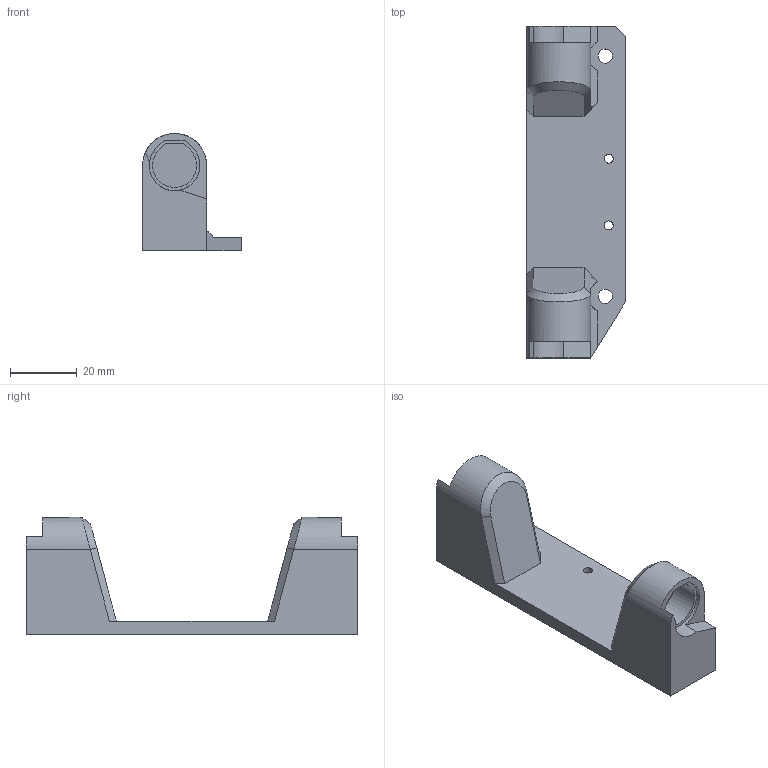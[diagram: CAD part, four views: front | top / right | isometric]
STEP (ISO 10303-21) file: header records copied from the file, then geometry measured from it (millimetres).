
FILE_DESCRIPTION(/* description */ ('CAx-IF Rec.Pracs.---Representation and Presentation of Product Manufacturing Information (PMI)---4.0---2014-10-13','CAx-IF Rec.Pracs.---3D Tessellated Geometry---0.4---2014-09-14','2;1'),/* implementation_level */ '2;1');
FILE_NAME(/* name */ 'V07-06-01-02 - Inner spool holder mount part A',/* time_stamp */ '2022-03-25T17:24:41+03:00',/* author */ (''),/* organization */ (''),/* preprocessor_version */ 'ST-DEVELOPER v16.7',/* originating_system */ 'SIEMENS PLM Software NX 1911',/* authorisation */ $);
FILE_SCHEMA (('AP242_MANAGED_MODEL_BASED_3D_ENGINEERING_MIM_LF { 1 0 10303 442 1 1 4 }'));
Length unit declared in the file: millimetre
Products named in the file (1): V07-06-01-02 - Inner spool holder mount part A
Bounding box: 29.6 x 99.5 x 35.1 mm (x, y, z)
Volume: 31367.1 mm3; surface area: 11845.8 mm2
Topology: 1 solids, 1 shells, 58 faces, 163 edges, 105 vertices
Faces by surface type: plane 42, cylinder 12, bspline 2, torus 2
Full cylindrical faces by diameter (mm): 2.7 x2, 4.3 x2
Entity records: 1981 total; most frequent: CARTESIAN_POINT 485, ORIENTED_EDGE 306, DIRECTION 293, EDGE_CURVE 153, LINE 111, VECTOR 111, VERTEX_POINT 103, AXIS2_PLACEMENT_3D 91
